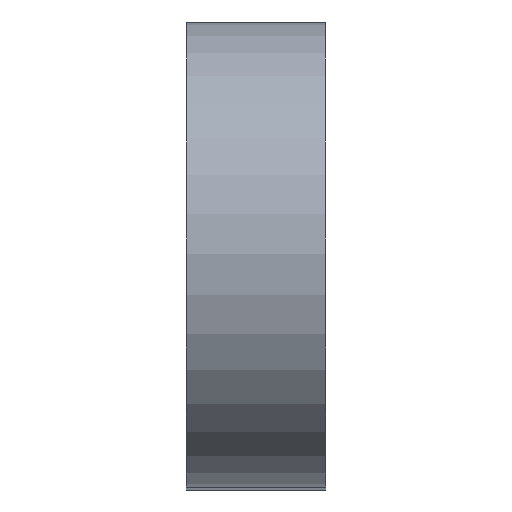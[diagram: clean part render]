
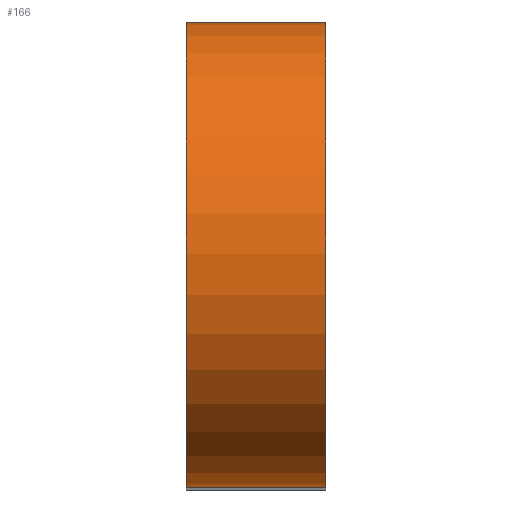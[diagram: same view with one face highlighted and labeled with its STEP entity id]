
A CAD part, top view. The second image highlights one B-rep face of the part: STEP entity #166.
In plain terms, the highlighted cylindrical face has radius 5 mm (diameter 10 mm), a partial arc.
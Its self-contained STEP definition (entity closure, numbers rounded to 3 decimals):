
#28=FACE_OUTER_BOUND('',#37,.T.);
#37=EDGE_LOOP('',(#128,#129,#130,#131));
#52=LINE('',#280,#63);
#53=LINE('',#283,#64);
#63=VECTOR('',#232,10.);
#64=VECTOR('',#235,10.);
#77=CIRCLE('',#196,5.);
#78=CIRCLE('',#197,5.);
#87=VERTEX_POINT('',#276);
#88=VERTEX_POINT('',#277);
#89=VERTEX_POINT('',#279);
#90=VERTEX_POINT('',#281);
#104=EDGE_CURVE('',#87,#88,#77,.T.);
#105=EDGE_CURVE('',#89,#87,#52,.T.);
#106=EDGE_CURVE('',#90,#89,#78,.T.);
#107=EDGE_CURVE('',#90,#88,#53,.T.);
#128=ORIENTED_EDGE('',*,*,#104,.F.);
#129=ORIENTED_EDGE('',*,*,#105,.F.);
#130=ORIENTED_EDGE('',*,*,#106,.F.);
#131=ORIENTED_EDGE('',*,*,#107,.T.);
#161=CYLINDRICAL_SURFACE('',#195,5.);
#166=ADVANCED_FACE('',(#28),#161,.T.);
#195=AXIS2_PLACEMENT_3D('',#275,#228,#229);
#196=AXIS2_PLACEMENT_3D('',#278,#230,#231);
#197=AXIS2_PLACEMENT_3D('',#282,#233,#234);
#228=DIRECTION('center_axis',(-1.,0.,0.));
#229=DIRECTION('ref_axis',(0.,1.,0.));
#230=DIRECTION('center_axis',(1.,0.,0.));
#231=DIRECTION('ref_axis',(0.,1.,0.));
#232=DIRECTION('',(1.,0.,0.));
#233=DIRECTION('center_axis',(-1.,0.,0.));
#234=DIRECTION('ref_axis',(0.,1.,0.));
#235=DIRECTION('',(1.,0.,0.));
#275=CARTESIAN_POINT('Origin',(3.,5.,0.));
#276=CARTESIAN_POINT('',(3.,10.,0.));
#277=CARTESIAN_POINT('',(3.,0.,0.));
#278=CARTESIAN_POINT('Origin',(3.,5.,0.));
#279=CARTESIAN_POINT('',(0.,10.,0.));
#280=CARTESIAN_POINT('',(0.,10.,0.));
#281=CARTESIAN_POINT('',(0.,0.,0.));
#282=CARTESIAN_POINT('Origin',(0.,5.,0.));
#283=CARTESIAN_POINT('',(0.,0.,0.));
